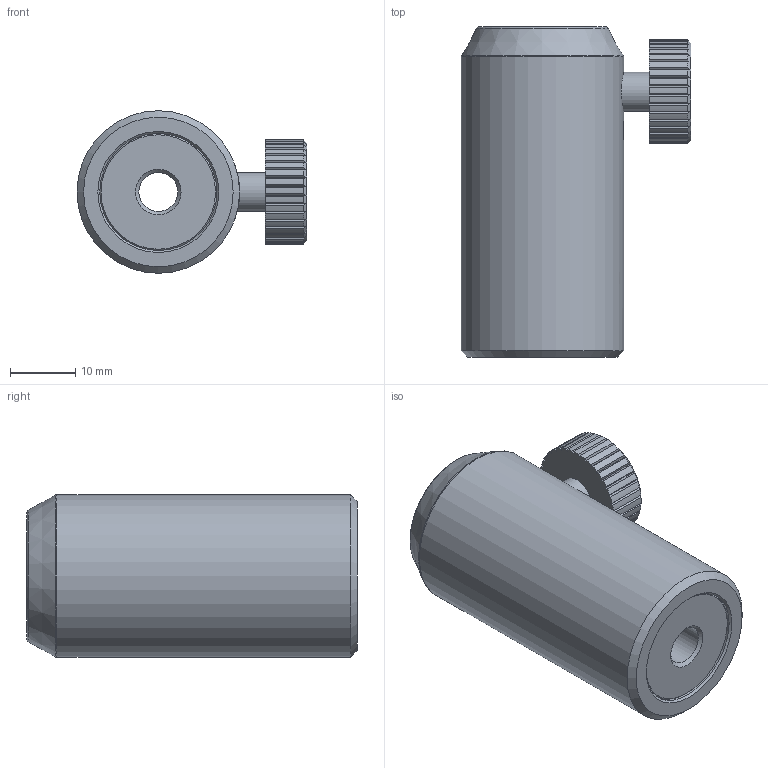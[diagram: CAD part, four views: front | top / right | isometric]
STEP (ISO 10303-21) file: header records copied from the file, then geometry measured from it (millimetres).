
FILE_DESCRIPTION (( 'STEP AP203' ), '1' );
FILE_NAME ('PH-2.step', '2017-01-11T07:24:40', ( '¦K¬P' ), ( '' ), 'SwSTEP 2.0', 'SolidWorks 2012', '' );
FILE_SCHEMA (( 'CONFIG_CONTROL_DESIGN' ));
Length unit declared in the file: millimetre
Products named in the file (1): PH-2
Bounding box: 35.36 x 50.8 x 25 mm (x, y, z)
Surface area: 7640 mm2 (no closed solid volume)
Topology: 0 solids, 4 shells, 143 faces, 410 edges, 273 vertices
Faces by surface type: plane 93, cylinder 42, cone 6, torus 2
Full cylindrical faces by diameter (mm): 3 x1, 6 x2, 18 x1, 25 x1
Entity records: 4933 total; most frequent: CARTESIAN_POINT 1240, ORIENTED_EDGE 767, DIRECTION 700, EDGE_CURVE 395, VERTEX_POINT 271, AXIS2_PLACEMENT_3D 237, LINE 226, VECTOR 226
